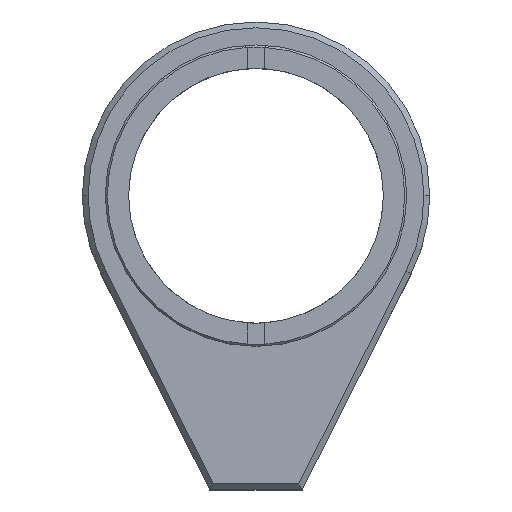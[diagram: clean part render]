
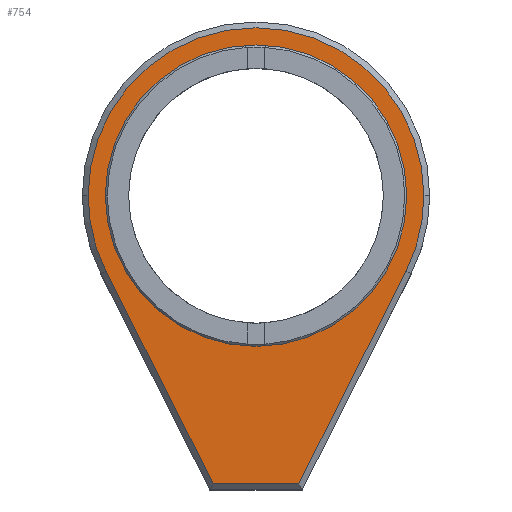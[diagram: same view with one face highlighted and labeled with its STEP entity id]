
A CAD part, top view. The second image highlights one B-rep face of the part: STEP entity #754.
In plain terms, the highlighted planar face has unit normal (0, 0, 1).
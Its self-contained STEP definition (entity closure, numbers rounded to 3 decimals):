
#35 = ORIENTED_EDGE ( 'NONE', *, *, #1493, .F. ) ;
#43 = LINE ( 'NONE', #1362, #1127 ) ;
#82 = ORIENTED_EDGE ( 'NONE', *, *, #1264, .T. ) ;
#117 = EDGE_LOOP ( 'NONE', ( #35, #896 ) ) ;
#165 = VERTEX_POINT ( 'NONE', #951 ) ;
#169 = AXIS2_PLACEMENT_3D ( 'NONE', #374, #505, #929 ) ;
#170 = DIRECTION ( 'NONE',  ( 1., 0., 0. ) ) ;
#185 = AXIS2_PLACEMENT_3D ( 'NONE', #472, #1273, #1535 ) ;
#202 = EDGE_CURVE ( 'NONE', #1622, #1340, #344, .T. ) ;
#205 = EDGE_CURVE ( 'NONE', #923, #213, #1082, .T. ) ;
#206 = ORIENTED_EDGE ( 'NONE', *, *, #1310, .T. ) ;
#208 = CARTESIAN_POINT ( 'NONE',  ( 12.95, -6.524, 0. ) ) ;
#213 = VERTEX_POINT ( 'NONE', #1461 ) ;
#292 = LINE ( 'NONE', #1285, #1198 ) ;
#304 = DIRECTION ( 'NONE',  ( 0.45, -0.893, 0. ) ) ;
#344 = CIRCLE ( 'NONE', #872, 14.5 ) ;
#370 = DIRECTION ( 'NONE',  ( 1., 0., 0. ) ) ;
#374 = CARTESIAN_POINT ( 'NONE',  ( 0., 0., 0. ) ) ;
#426 = DIRECTION ( 'NONE',  ( 0., 0., 1. ) ) ;
#433 = ORIENTED_EDGE ( 'NONE', *, *, #1177, .T. ) ;
#441 = CIRCLE ( 'NONE', #697, 14.5 ) ;
#445 = CIRCLE ( 'NONE', #169, 14.5 ) ;
#472 = CARTESIAN_POINT ( 'NONE',  ( 0., 0., 0. ) ) ;
#489 = CARTESIAN_POINT ( 'NONE',  ( 12.95, -6.524, 0. ) ) ;
#505 = DIRECTION ( 'NONE',  ( 0., 0., 1. ) ) ;
#562 = EDGE_CURVE ( 'NONE', #1340, #165, #445, .T. ) ;
#570 = LINE ( 'NONE', #208, #809 ) ;
#604 = PLANE ( 'NONE',  #185 ) ;
#697 = AXIS2_PLACEMENT_3D ( 'NONE', #1417, #898, #1581 ) ;
#705 = CIRCLE ( 'NONE', #1335, 13.017 ) ;
#752 = DIRECTION ( 'NONE',  ( 0.45, 0.893, 0. ) ) ;
#754 = ADVANCED_FACE ( 'NONE', ( #831, #963 ), #604, .T. ) ;
#772 = CARTESIAN_POINT ( 'NONE',  ( -13.017, 0., 0. ) ) ;
#803 = VERTEX_POINT ( 'NONE', #1396 ) ;
#809 = VECTOR ( 'NONE', #752, 1000. ) ;
#810 = VERTEX_POINT ( 'NONE', #1674 ) ;
#830 = DIRECTION ( 'NONE',  ( 1., 0., 0. ) ) ;
#831 = FACE_BOUND ( 'NONE', #117, .T. ) ;
#837 = CARTESIAN_POINT ( 'NONE',  ( 0., 0., 0. ) ) ;
#872 = AXIS2_PLACEMENT_3D ( 'NONE', #1080, #1638, #170 ) ;
#896 = ORIENTED_EDGE ( 'NONE', *, *, #205, .F. ) ;
#898 = DIRECTION ( 'NONE',  ( 0., 0., 1. ) ) ;
#900 = CARTESIAN_POINT ( 'NONE',  ( -3.692, -24.9, 0. ) ) ;
#919 = VERTEX_POINT ( 'NONE', #900 ) ;
#923 = VERTEX_POINT ( 'NONE', #772 ) ;
#929 = DIRECTION ( 'NONE',  ( 1., 0., 0. ) ) ;
#951 = CARTESIAN_POINT ( 'NONE',  ( -14.5, 0., 0. ) ) ;
#962 = CARTESIAN_POINT ( 'NONE',  ( 0., 0., 0. ) ) ;
#963 = FACE_OUTER_BOUND ( 'NONE', #1212, .T. ) ;
#975 = ORIENTED_EDGE ( 'NONE', *, *, #1087, .T. ) ;
#1041 = ORIENTED_EDGE ( 'NONE', *, *, #202, .T. ) ;
#1080 = CARTESIAN_POINT ( 'NONE',  ( 0., 0., 0. ) ) ;
#1082 = CIRCLE ( 'NONE', #1361, 13.017 ) ;
#1087 = EDGE_CURVE ( 'NONE', #810, #919, #43, .T. ) ;
#1115 = DIRECTION ( 'NONE',  ( 1., 0., 0. ) ) ;
#1127 = VECTOR ( 'NONE', #304, 1000. ) ;
#1177 = EDGE_CURVE ( 'NONE', #803, #1622, #570, .T. ) ;
#1198 = VECTOR ( 'NONE', #370, 1000. ) ;
#1212 = EDGE_LOOP ( 'NONE', ( #975, #82, #433, #1041, #1600, #206 ) ) ;
#1264 = EDGE_CURVE ( 'NONE', #919, #803, #292, .T. ) ;
#1273 = DIRECTION ( 'NONE',  ( 0., 0., 1. ) ) ;
#1285 = CARTESIAN_POINT ( 'NONE',  ( 0., -24.9, 0. ) ) ;
#1306 = CARTESIAN_POINT ( 'NONE',  ( 14.5, 0., 0. ) ) ;
#1310 = EDGE_CURVE ( 'NONE', #165, #810, #441, .T. ) ;
#1335 = AXIS2_PLACEMENT_3D ( 'NONE', #962, #1476, #830 ) ;
#1340 = VERTEX_POINT ( 'NONE', #1306 ) ;
#1361 = AXIS2_PLACEMENT_3D ( 'NONE', #837, #426, #1115 ) ;
#1362 = CARTESIAN_POINT ( 'NONE',  ( -3.553, -25.175, 0. ) ) ;
#1396 = CARTESIAN_POINT ( 'NONE',  ( 3.692, -24.9, 0. ) ) ;
#1417 = CARTESIAN_POINT ( 'NONE',  ( 0., 0., 0. ) ) ;
#1461 = CARTESIAN_POINT ( 'NONE',  ( 13.017, 0., 0. ) ) ;
#1476 = DIRECTION ( 'NONE',  ( 0., 0., 1. ) ) ;
#1493 = EDGE_CURVE ( 'NONE', #213, #923, #705, .T. ) ;
#1535 = DIRECTION ( 'NONE',  ( 1., 0., 0. ) ) ;
#1581 = DIRECTION ( 'NONE',  ( 1., 0., 0. ) ) ;
#1600 = ORIENTED_EDGE ( 'NONE', *, *, #562, .T. ) ;
#1622 = VERTEX_POINT ( 'NONE', #489 ) ;
#1638 = DIRECTION ( 'NONE',  ( 0., 0., 1. ) ) ;
#1674 = CARTESIAN_POINT ( 'NONE',  ( -12.95, -6.524, 0. ) ) ;
